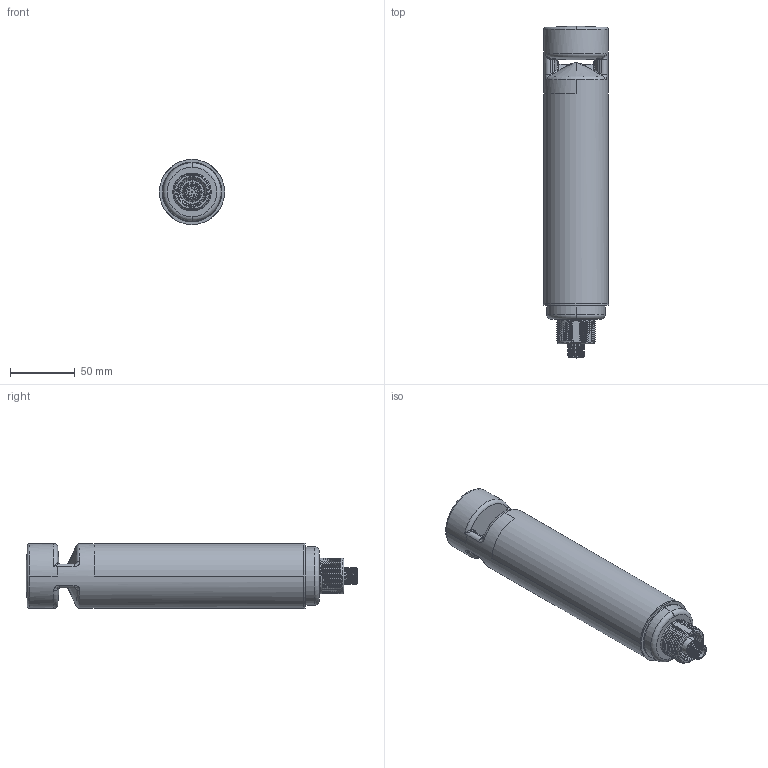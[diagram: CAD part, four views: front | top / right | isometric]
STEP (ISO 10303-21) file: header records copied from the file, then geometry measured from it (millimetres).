
FILE_DESCRIPTION((''),'2;1');
FILE_NAME('212919_SM01_ASM','2022-06-22T13:13:16',('PDMAdmin'),('BANNER ENGINEERING'),'CREO PARAMETRIC BY PTC INC, 2019292','CREO PARAMETRIC BY PTC INC, 2019292','');
FILE_SCHEMA(('CONFIG_CONTROL_DESIGN'));
Length unit declared in the file: millimetre
Products named in the file (2): 212919_EP01; 212919_SM01_ASM
Assembly tree (1 placements, depth 2):
  212919_SM01_ASM
    212919_EP01
Bounding box: 50.5 x 256.88 x 50.5 mm (x, y, z)
Volume: 433848.3 mm3; surface area: 45901.5 mm2
Topology: 1 solids, 1 shells, 338 faces, 857 edges, 530 vertices
Faces by surface type: bspline 137, cylinder 102, plane 40, torus 39, cone 12, sphere 8
Entity records: 28903 total; most frequent: CARTESIAN_POINT 21695, ORIENTED_EDGE 1706, DIRECTION 1180, EDGE_CURVE 853, VERTEX_POINT 530, AXIS2_PLACEMENT_3D 477, B_SPLINE_CURVE_WITH_KNOTS 354, EDGE_LOOP 353
